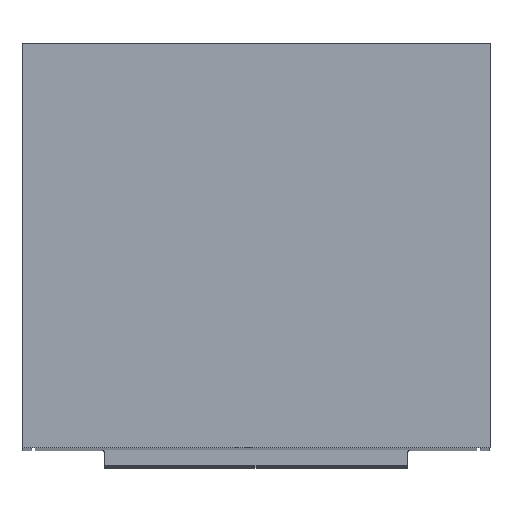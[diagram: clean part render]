
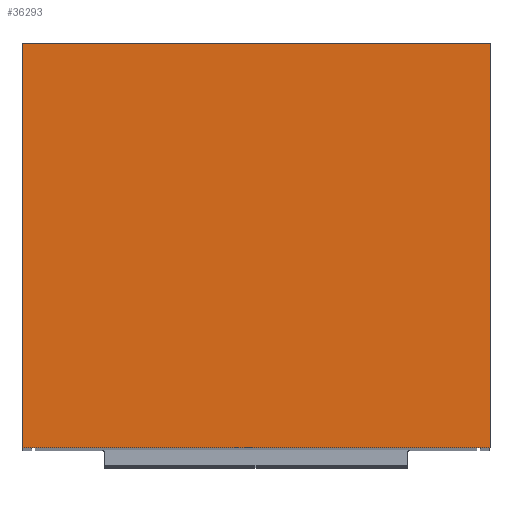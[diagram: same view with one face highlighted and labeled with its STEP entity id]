
A CAD part, top view. The second image highlights one B-rep face of the part: STEP entity #36293.
In plain terms, the highlighted planar face has unit normal (0, 0, 1).
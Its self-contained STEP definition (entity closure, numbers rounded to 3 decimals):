
#1883=PLANE('',#39345);
#4219=FACE_OUTER_BOUND('',#6269,.T.);
#6269=EDGE_LOOP('',(#33774,#33775,#33776,#33777));
#10074=LINE('',#63791,#13887);
#10077=LINE('',#63797,#13890);
#10080=LINE('',#63803,#13893);
#10083=LINE('',#63807,#13896);
#13887=VECTOR('',#49148,401.);
#13890=VECTOR('',#49153,346.5);
#13893=VECTOR('',#49158,401.);
#13896=VECTOR('',#49163,346.5);
#18272=VERTEX_POINT('',#63788);
#18273=VERTEX_POINT('',#63790);
#18275=VERTEX_POINT('',#63796);
#18277=VERTEX_POINT('',#63802);
#23436=EDGE_CURVE('',#18273,#18272,#10074,.T.);
#23439=EDGE_CURVE('',#18275,#18273,#10077,.T.);
#23442=EDGE_CURVE('',#18277,#18275,#10080,.T.);
#23445=EDGE_CURVE('',#18272,#18277,#10083,.T.);
#33774=ORIENTED_EDGE('',*,*,#23445,.T.);
#33775=ORIENTED_EDGE('',*,*,#23442,.T.);
#33776=ORIENTED_EDGE('',*,*,#23439,.T.);
#33777=ORIENTED_EDGE('',*,*,#23436,.T.);
#36293=ADVANCED_FACE('',(#4219),#1883,.T.);
#39345=AXIS2_PLACEMENT_3D('',#63808,#49164,#49165);
#49148=DIRECTION('',(-1.,0.,0.));
#49153=DIRECTION('',(0.,1.,0.));
#49158=DIRECTION('',(1.,0.,0.));
#49163=DIRECTION('',(0.,-1.,0.));
#49164=DIRECTION('center_axis',(0.,0.,1.));
#49165=DIRECTION('ref_axis',(1.,0.,0.));
#63788=CARTESIAN_POINT('',(-0.5,346.,1710.));
#63790=CARTESIAN_POINT('',(400.5,346.,1710.));
#63791=CARTESIAN_POINT('',(400.5,346.,1710.));
#63796=CARTESIAN_POINT('',(400.5,-0.5,1710.));
#63797=CARTESIAN_POINT('',(400.5,-0.5,1710.));
#63802=CARTESIAN_POINT('',(-0.5,-0.5,1710.));
#63803=CARTESIAN_POINT('',(-0.5,-0.5,1710.));
#63807=CARTESIAN_POINT('',(-0.5,346.,1710.));
#63808=CARTESIAN_POINT('Origin',(200.,172.75,1710.));
